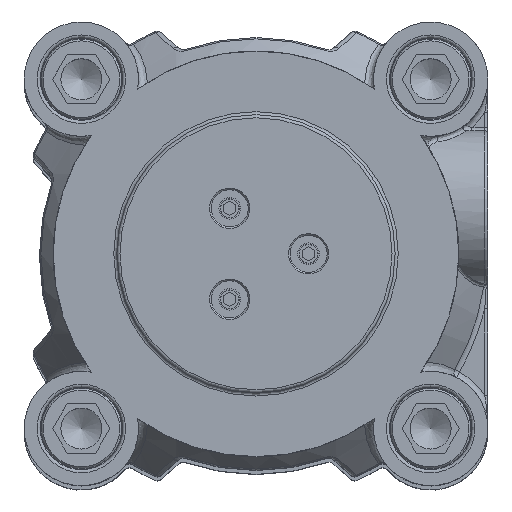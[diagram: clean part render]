
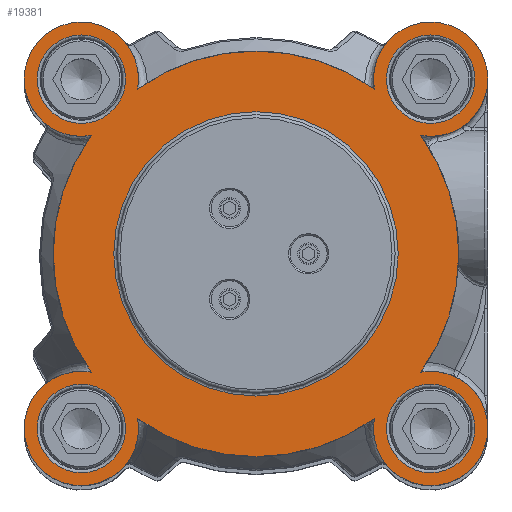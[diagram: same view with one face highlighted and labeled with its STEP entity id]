
A CAD part, top view. The second image highlights one B-rep face of the part: STEP entity #19381.
In plain terms, the highlighted face is planar.
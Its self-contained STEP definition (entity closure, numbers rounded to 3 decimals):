
#4776=FACE_BOUND('',#6416,.T.);
#4777=FACE_BOUND('',#6417,.T.);
#4778=FACE_BOUND('',#6418,.T.);
#4779=FACE_BOUND('',#6419,.T.);
#4780=FACE_BOUND('',#6420,.T.);
#5235=FACE_OUTER_BOUND('',#6415,.T.);
#6415=EDGE_LOOP('',(#14850,#14851,#14852,#14853,#14854,#14855,#14856,#14857));
#6416=EDGE_LOOP('',(#14858));
#6417=EDGE_LOOP('',(#14859));
#6418=EDGE_LOOP('',(#14860,#14861));
#6419=EDGE_LOOP('',(#14862));
#6420=EDGE_LOOP('',(#14863));
#7449=CIRCLE('',#20710,9.25);
#7462=CIRCLE('',#20771,23.);
#7463=CIRCLE('',#20772,23.);
#7464=CIRCLE('',#20774,7.15);
#7466=CIRCLE('',#20777,7.15);
#7468=CIRCLE('',#20780,7.15);
#7470=CIRCLE('',#20783,7.15);
#7513=CIRCLE('',#20851,9.25);
#7535=CIRCLE('',#20886,9.25);
#7553=CIRCLE('',#20958,32.8);
#7554=CIRCLE('',#20959,32.8);
#7555=CIRCLE('',#20960,32.8);
#7556=CIRCLE('',#20961,9.25);
#7557=CIRCLE('',#20962,32.8);
#8605=VERTEX_POINT('',#28772);
#8606=VERTEX_POINT('',#28774);
#8826=VERTEX_POINT('',#30388);
#8827=VERTEX_POINT('',#30390);
#8828=VERTEX_POINT('',#30394);
#8829=VERTEX_POINT('',#30398);
#8830=VERTEX_POINT('',#30402);
#8831=VERTEX_POINT('',#30406);
#8882=VERTEX_POINT('',#31233);
#8884=VERTEX_POINT('',#31241);
#8908=VERTEX_POINT('',#31666);
#8909=VERTEX_POINT('',#31668);
#8960=VERTEX_POINT('',#31889);
#8961=VERTEX_POINT('',#31891);
#10542=EDGE_CURVE('',#8605,#8606,#7449,.T.);
#10873=EDGE_CURVE('',#8826,#8827,#7462,.T.);
#10874=EDGE_CURVE('',#8827,#8826,#7463,.T.);
#10875=EDGE_CURVE('',#8828,#8828,#7464,.T.);
#10877=EDGE_CURVE('',#8829,#8829,#7466,.T.);
#10879=EDGE_CURVE('',#8830,#8830,#7468,.T.);
#10881=EDGE_CURVE('',#8831,#8831,#7470,.T.);
#10984=EDGE_CURVE('',#8884,#8882,#7513,.T.);
#11035=EDGE_CURVE('',#8909,#8908,#7535,.T.);
#11115=EDGE_CURVE('',#8605,#8908,#7553,.T.);
#11116=EDGE_CURVE('',#8909,#8882,#7554,.T.);
#11117=EDGE_CURVE('',#8884,#8960,#7555,.T.);
#11118=EDGE_CURVE('',#8961,#8960,#7556,.T.);
#11119=EDGE_CURVE('',#8961,#8606,#7557,.T.);
#14850=ORIENTED_EDGE('',*,*,#11115,.T.);
#14851=ORIENTED_EDGE('',*,*,#11035,.F.);
#14852=ORIENTED_EDGE('',*,*,#11116,.T.);
#14853=ORIENTED_EDGE('',*,*,#10984,.F.);
#14854=ORIENTED_EDGE('',*,*,#11117,.T.);
#14855=ORIENTED_EDGE('',*,*,#11118,.F.);
#14856=ORIENTED_EDGE('',*,*,#11119,.T.);
#14857=ORIENTED_EDGE('',*,*,#10542,.F.);
#14858=ORIENTED_EDGE('',*,*,#10875,.F.);
#14859=ORIENTED_EDGE('',*,*,#10881,.F.);
#14860=ORIENTED_EDGE('',*,*,#10874,.F.);
#14861=ORIENTED_EDGE('',*,*,#10873,.F.);
#14862=ORIENTED_EDGE('',*,*,#10879,.F.);
#14863=ORIENTED_EDGE('',*,*,#10877,.F.);
#18768=PLANE('',#20957);
#19381=ADVANCED_FACE('',(#5235,#4776,#4777,#4778,#4779,#4780),#18768,.T.);
#20710=AXIS2_PLACEMENT_3D('',#28775,#23197,#23198);
#20771=AXIS2_PLACEMENT_3D('',#30391,#23484,#23485);
#20772=AXIS2_PLACEMENT_3D('',#30392,#23486,#23487);
#20774=AXIS2_PLACEMENT_3D('',#30395,#23490,#23491);
#20777=AXIS2_PLACEMENT_3D('',#30399,#23496,#23497);
#20780=AXIS2_PLACEMENT_3D('',#30403,#23502,#23503);
#20783=AXIS2_PLACEMENT_3D('',#30407,#23508,#23509);
#20851=AXIS2_PLACEMENT_3D('',#31243,#23670,#23671);
#20886=AXIS2_PLACEMENT_3D('',#31670,#23753,#23754);
#20957=AXIS2_PLACEMENT_3D('',#31886,#23956,#23957);
#20958=AXIS2_PLACEMENT_3D('',#31887,#23958,#23959);
#20959=AXIS2_PLACEMENT_3D('',#31888,#23960,#23961);
#20960=AXIS2_PLACEMENT_3D('',#31890,#23962,#23963);
#20961=AXIS2_PLACEMENT_3D('',#31892,#23964,#23965);
#20962=AXIS2_PLACEMENT_3D('',#31893,#23966,#23967);
#23197=DIRECTION('center_axis',(0.,0.,
1.));
#23198=DIRECTION('ref_axis',(1.,0.,0.));
#23484=DIRECTION('center_axis',(0.,0.,
-1.));
#23485=DIRECTION('ref_axis',(-1.,0.,0.));
#23486=DIRECTION('center_axis',(0.,0.,
-1.));
#23487=DIRECTION('ref_axis',(-1.,0.,0.));
#23490=DIRECTION('center_axis',(0.,0.,
-1.));
#23491=DIRECTION('ref_axis',(-1.,0.,0.));
#23496=DIRECTION('center_axis',(0.,0.,
-1.));
#23497=DIRECTION('ref_axis',(-1.,0.,0.));
#23502=DIRECTION('center_axis',(0.,0.,
-1.));
#23503=DIRECTION('ref_axis',(-1.,0.,0.));
#23508=DIRECTION('center_axis',(0.,0.,
-1.));
#23509=DIRECTION('ref_axis',(-1.,0.,0.));
#23670=DIRECTION('center_axis',(0.,0.,
1.));
#23671=DIRECTION('ref_axis',(1.,0.,0.));
#23753=DIRECTION('center_axis',(0.,0.,
1.));
#23754=DIRECTION('ref_axis',(1.,0.,0.));
#23956=DIRECTION('center_axis',(0.,0.,
-1.));
#23957=DIRECTION('ref_axis',(1.,0.,0.));
#23958=DIRECTION('center_axis',(0.,0.,
-1.));
#23959=DIRECTION('ref_axis',(1.,0.,0.));
#23960=DIRECTION('center_axis',(0.,0.,
-1.));
#23961=DIRECTION('ref_axis',(1.,0.,0.));
#23962=DIRECTION('center_axis',(0.,0.,
-1.));
#23963=DIRECTION('ref_axis',(1.,0.,0.));
#23964=DIRECTION('center_axis',(0.,0.,
1.));
#23965=DIRECTION('ref_axis',(1.,0.,0.));
#23966=DIRECTION('center_axis',(0.,0.,
-1.));
#23967=DIRECTION('ref_axis',(1.,0.,0.));
#28772=CARTESIAN_POINT('',(19.142,-26.635,-129.5));
#28774=CARTESIAN_POINT('',(26.635,-19.142,-129.5));
#28775=CARTESIAN_POINT('Origin',(28.25,-28.25,-129.5));
#30388=CARTESIAN_POINT('',(-23.,0.,-129.5));
#30390=CARTESIAN_POINT('',(23.,0.,-129.5));
#30391=CARTESIAN_POINT('Origin',(0.,0.,
-129.5));
#30392=CARTESIAN_POINT('Origin',(0.,0.,
-129.5));
#30394=CARTESIAN_POINT('',(-21.1,-28.25,-129.5));
#30395=CARTESIAN_POINT('Origin',(-28.25,-28.25,-129.5));
#30398=CARTESIAN_POINT('',(35.4,-28.25,-129.5));
#30399=CARTESIAN_POINT('Origin',(28.25,-28.25,-129.5));
#30402=CARTESIAN_POINT('',(35.4,28.25,-129.5));
#30403=CARTESIAN_POINT('Origin',(28.25,28.25,-129.5));
#30406=CARTESIAN_POINT('',(-21.1,28.25,-129.5));
#30407=CARTESIAN_POINT('Origin',(-28.25,28.25,-129.5));
#31233=CARTESIAN_POINT('',(-26.635,19.142,-129.5));
#31241=CARTESIAN_POINT('',(-19.142,26.635,-129.5));
#31243=CARTESIAN_POINT('Origin',(-28.25,28.25,-129.5));
#31666=CARTESIAN_POINT('',(-19.142,-26.635,-129.5));
#31668=CARTESIAN_POINT('',(-26.635,-19.142,-129.5));
#31670=CARTESIAN_POINT('Origin',(-28.25,-28.25,-129.5));
#31886=CARTESIAN_POINT('Origin',(0.,0.,
-129.5));
#31887=CARTESIAN_POINT('Origin',(0.,0.,
-129.5));
#31888=CARTESIAN_POINT('Origin',(0.,0.,
-129.5));
#31889=CARTESIAN_POINT('',(19.142,26.635,-129.5));
#31890=CARTESIAN_POINT('Origin',(0.,0.,
-129.5));
#31891=CARTESIAN_POINT('',(26.635,19.142,-129.5));
#31892=CARTESIAN_POINT('Origin',(28.25,28.25,-129.5));
#31893=CARTESIAN_POINT('Origin',(0.,0.,
-129.5));
